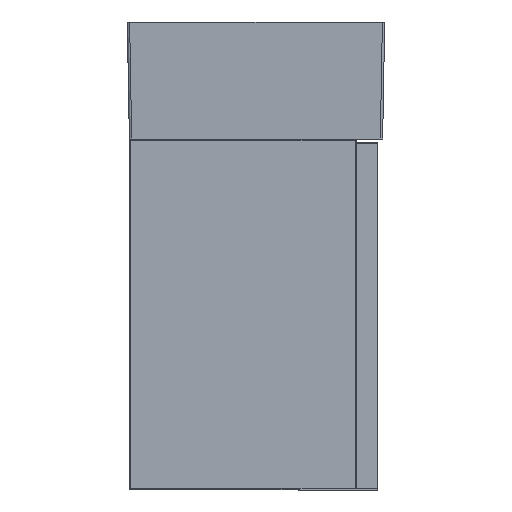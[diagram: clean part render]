
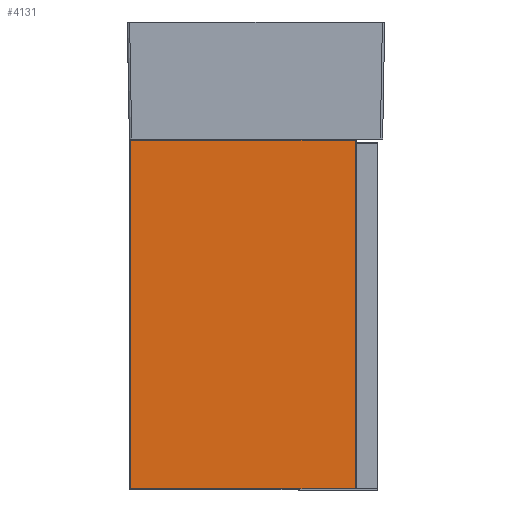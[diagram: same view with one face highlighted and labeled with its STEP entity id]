
A CAD part, left-side view. The second image highlights one B-rep face of the part: STEP entity #4131.
In plain terms, the highlighted planar face has unit normal (-1, 0, 0).
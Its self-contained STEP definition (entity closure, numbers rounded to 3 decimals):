
#472=FACE_OUTER_BOUND('',#727,.T.);
#727=EDGE_LOOP('',(#3088,#3089,#3090,#3091));
#1099=LINE('',#6133,#1497);
#1103=LINE('',#6141,#1501);
#1106=LINE('',#6147,#1504);
#1109=LINE('',#6152,#1507);
#1497=VECTOR('',#5046,1.);
#1501=VECTOR('',#5052,1.);
#1504=VECTOR('',#5057,1.);
#1507=VECTOR('',#5062,1.);
#1827=VERTEX_POINT('',#6131);
#1828=VERTEX_POINT('',#6132);
#1831=VERTEX_POINT('',#6140);
#1833=VERTEX_POINT('',#6146);
#2273=EDGE_CURVE('',#1827,#1828,#1099,.T.);
#2277=EDGE_CURVE('',#1831,#1827,#1103,.T.);
#2280=EDGE_CURVE('',#1833,#1831,#1106,.T.);
#2283=EDGE_CURVE('',#1828,#1833,#1109,.T.);
#3088=ORIENTED_EDGE('',*,*,#2273,.T.);
#3089=ORIENTED_EDGE('',*,*,#2283,.T.);
#3090=ORIENTED_EDGE('',*,*,#2280,.T.);
#3091=ORIENTED_EDGE('',*,*,#2277,.T.);
#3979=PLANE('',#4446);
#4131=ADVANCED_FACE('',(#472),#3979,.F.);
#4446=AXIS2_PLACEMENT_3D('',#6155,#5066,#5067);
#5046=DIRECTION('',(0.,1.,0.));
#5052=DIRECTION('',(0.,0.,1.));
#5057=DIRECTION('',(0.,-1.,0.));
#5062=DIRECTION('',(0.,0.,-1.));
#5066=DIRECTION('center_axis',(1.,0.,0.));
#5067=DIRECTION('ref_axis',(0.,0.,-1.));
#6131=CARTESIAN_POINT('',(0.,-193.,299.));
#6132=CARTESIAN_POINT('',(0.,-1.,299.));
#6133=CARTESIAN_POINT('',(0.,-145.,299.));
#6140=CARTESIAN_POINT('',(0.,-193.,1.));
#6141=CARTESIAN_POINT('',(0.,-193.,75.5));
#6146=CARTESIAN_POINT('',(0.,-1.,1.));
#6147=CARTESIAN_POINT('',(0.,-49.,1.));
#6152=CARTESIAN_POINT('',(0.,-1.,224.5));
#6155=CARTESIAN_POINT('Origin',(0.,-97.,150.));
